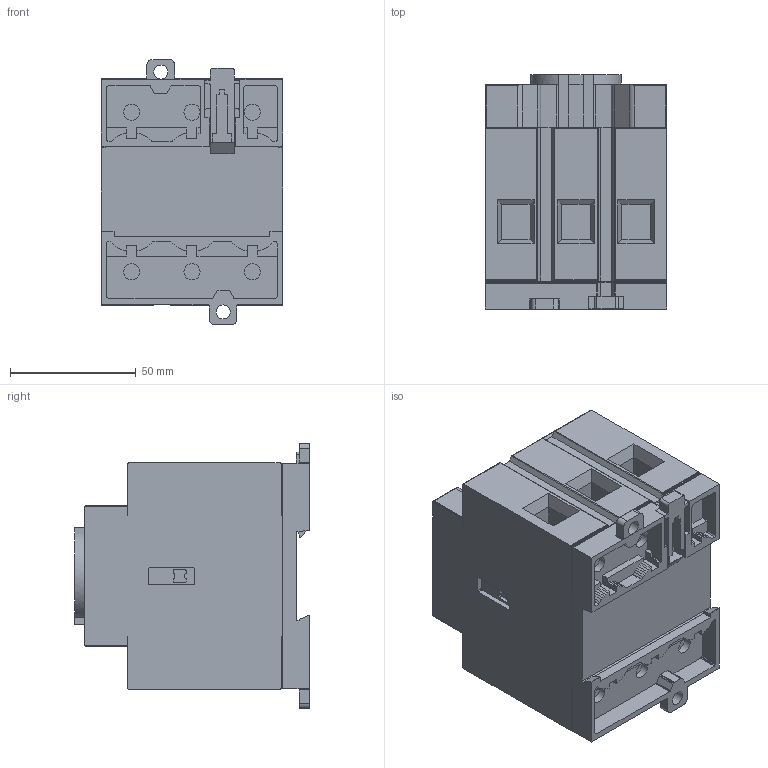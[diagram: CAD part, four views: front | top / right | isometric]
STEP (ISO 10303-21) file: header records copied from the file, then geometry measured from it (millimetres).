
FILE_DESCRIPTION(/* description */ (''),/* implementation_level */ '2;1');
FILE_NAME(/* name */ '194E-A100-1753.prt.stp',/* time_stamp */ '2012-02-17T11:28:50+01:00',/* author */ (''),/* organization */ (''),/* preprocessor_version */ 'ST-DEVELOPER v11',/* originating_system */ 'SIEMENS PLM Software NX 7.5',/* authorisation */ '');
FILE_SCHEMA (('CONFIG_CONTROL_DESIGN'));
Length unit declared in the file: millimetre
Products named in the file (3): 14_403_407; 36_309_008; 194E-A100-1753
Assembly tree (2 placements, depth 2):
  194E-A100-1753
    36_309_008
    14_403_407
Bounding box: 72.06 x 93.34 x 105.4 mm (x, y, z)
Volume: 469111.2 mm3; surface area: 78561 mm2
Topology: 6 solids, 6 shells, 832 faces, 2351 edges, 1560 vertices
Faces by surface type: plane 751, cylinder 77, cone 4
Full cylindrical faces by diameter (mm): 5.6 x2, 6.3 x6, 6.4 x6, 17 x1
Entity records: 26768 total; most frequent: CARTESIAN_POINT 4755, ORIENTED_EDGE 4660, DIRECTION 4204, EDGE_CURVE 2330, LINE 2102, VECTOR 2102, VERTEX_POINT 1554, AXIS2_PLACEMENT_3D 1051
